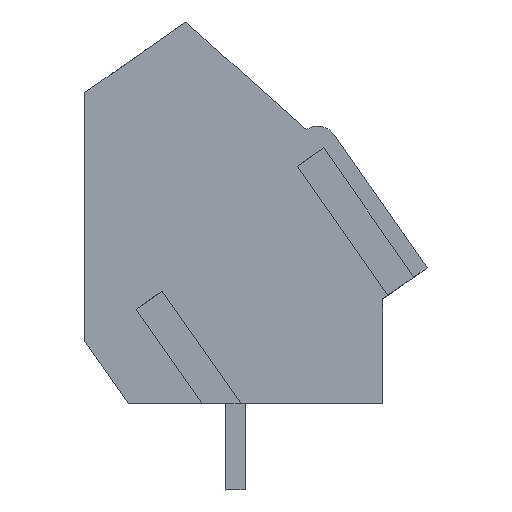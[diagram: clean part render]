
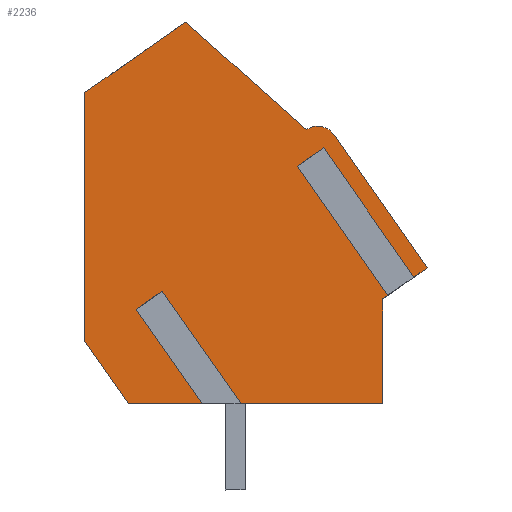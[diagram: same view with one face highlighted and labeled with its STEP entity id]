
A CAD part, left-side view. The second image highlights one B-rep face of the part: STEP entity #2236.
In plain terms, the highlighted planar face has unit normal (-1, 0, 0).
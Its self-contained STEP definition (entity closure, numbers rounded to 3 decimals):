
#2096=AXIS2_PLACEMENT_3D('Plane Axis2P3D',#2093,#2094,#2095) ;
#2158=AXIS2_PLACEMENT_3D('Circle Axis2P3D',#2156,#2157,$) ;
#2093=CARTESIAN_POINT('Axis2P3D Location',(0.55,13.9,0.)) ;
#2098=CARTESIAN_POINT('Line Origine',(0.55,4.87,3.5)) ;
#2102=CARTESIAN_POINT('Vertex',(0.55,7.94,3.5)) ;
#2104=CARTESIAN_POINT('Vertex',(0.55,1.8,3.5)) ;
#2107=CARTESIAN_POINT('Line Origine',(0.55,1.8,5.629)) ;
#2111=CARTESIAN_POINT('Vertex',(0.55,1.8,7.758)) ;
#2114=CARTESIAN_POINT('Line Origine',(0.55,1.568,7.92)) ;
#2118=CARTESIAN_POINT('Vertex',(0.55,1.336,8.083)) ;
#2121=CARTESIAN_POINT('Line Origine',(0.55,3.171,10.704)) ;
#2125=CARTESIAN_POINT('Vertex',(0.55,5.007,13.326)) ;
#2128=CARTESIAN_POINT('Line Origine',(0.55,4.736,13.515)) ;
#2132=CARTESIAN_POINT('Vertex',(0.55,4.465,13.705)) ;
#2135=CARTESIAN_POINT('Line Origine',(0.55,2.629,11.084)) ;
#2139=CARTESIAN_POINT('Vertex',(0.55,0.794,8.462)) ;
#2142=CARTESIAN_POINT('Line Origine',(0.55,0.397,8.74)) ;
#2146=CARTESIAN_POINT('Vertex',(0.55,0.,9.018)) ;
#2149=CARTESIAN_POINT('Line Origine',(0.55,1.893,11.722)) ;
#2153=CARTESIAN_POINT('Vertex',(0.55,3.786,14.425)) ;
#2156=CARTESIAN_POINT('Axis2P3D Location',(0.55,4.441,13.966)) ;
#2160=CARTESIAN_POINT('Vertex',(0.55,4.9,14.621)) ;
#2163=CARTESIAN_POINT('Line Origine',(0.55,7.352,16.811)) ;
#2167=CARTESIAN_POINT('Vertex',(0.55,9.804,19.)) ;
#2170=CARTESIAN_POINT('Line Origine',(0.55,11.852,17.566)) ;
#2174=CARTESIAN_POINT('Vertex',(0.55,13.9,16.132)) ;
#2177=CARTESIAN_POINT('Line Origine',(0.55,13.9,11.081)) ;
#2181=CARTESIAN_POINT('Vertex',(0.55,13.9,6.03)) ;
#2184=CARTESIAN_POINT('Line Origine',(0.55,13.014,4.765)) ;
#2188=CARTESIAN_POINT('Vertex',(0.55,12.128,3.5)) ;
#2191=CARTESIAN_POINT('Line Origine',(0.55,10.438,3.5)) ;
#2195=CARTESIAN_POINT('Vertex',(0.55,8.747,3.5)) ;
#2198=CARTESIAN_POINT('Line Origine',(0.55,10.154,5.508)) ;
#2202=CARTESIAN_POINT('Vertex',(0.55,11.56,7.516)) ;
#2205=CARTESIAN_POINT('Line Origine',(0.55,11.289,7.706)) ;
#2209=CARTESIAN_POINT('Vertex',(0.55,11.018,7.896)) ;
#2212=CARTESIAN_POINT('Line Origine',(0.55,9.479,5.698)) ;
#2094=DIRECTION('Axis2P3D Direction',(-1.,0.,0.)) ;
#2095=DIRECTION('Axis2P3D XDirection',(0.,-1.,0.)) ;
#2099=DIRECTION('Vector Direction',(0.,1.,0.)) ;
#2108=DIRECTION('Vector Direction',(0.,0.,-1.)) ;
#2115=DIRECTION('Vector Direction',(0.,0.819,-0.574)) ;
#2122=DIRECTION('Vector Direction',(0.,-0.574,-0.819)) ;
#2129=DIRECTION('Vector Direction',(0.,0.819,-0.574)) ;
#2136=DIRECTION('Vector Direction',(0.,-0.574,-0.819)) ;
#2143=DIRECTION('Vector Direction',(0.,0.819,-0.574)) ;
#2150=DIRECTION('Vector Direction',(0.,-0.574,-0.819)) ;
#2157=DIRECTION('Axis2P3D Direction',(-1.,0.,0.)) ;
#2164=DIRECTION('Vector Direction',(0.,-0.746,-0.666)) ;
#2171=DIRECTION('Vector Direction',(0.,-0.819,0.574)) ;
#2178=DIRECTION('Vector Direction',(0.,0.,1.)) ;
#2185=DIRECTION('Vector Direction',(0.,0.574,0.819)) ;
#2192=DIRECTION('Vector Direction',(0.,1.,0.)) ;
#2199=DIRECTION('Vector Direction',(0.,-0.574,-0.819)) ;
#2206=DIRECTION('Vector Direction',(0.,-0.819,0.574)) ;
#2213=DIRECTION('Vector Direction',(0.,-0.574,-0.819)) ;
#2100=VECTOR('Line Direction',#2099,1.) ;
#2109=VECTOR('Line Direction',#2108,1.) ;
#2116=VECTOR('Line Direction',#2115,1.) ;
#2123=VECTOR('Line Direction',#2122,1.) ;
#2130=VECTOR('Line Direction',#2129,1.) ;
#2137=VECTOR('Line Direction',#2136,1.) ;
#2144=VECTOR('Line Direction',#2143,1.) ;
#2151=VECTOR('Line Direction',#2150,1.) ;
#2165=VECTOR('Line Direction',#2164,1.) ;
#2172=VECTOR('Line Direction',#2171,1.) ;
#2179=VECTOR('Line Direction',#2178,1.) ;
#2186=VECTOR('Line Direction',#2185,1.) ;
#2193=VECTOR('Line Direction',#2192,1.) ;
#2200=VECTOR('Line Direction',#2199,1.) ;
#2207=VECTOR('Line Direction',#2206,1.) ;
#2214=VECTOR('Line Direction',#2213,1.) ;
#2218=ORIENTED_EDGE('',*,*,#2106,.T.) ;
#2219=ORIENTED_EDGE('',*,*,#2113,.T.) ;
#2220=ORIENTED_EDGE('',*,*,#2120,.T.) ;
#2221=ORIENTED_EDGE('',*,*,#2127,.F.) ;
#2222=ORIENTED_EDGE('',*,*,#2134,.F.) ;
#2223=ORIENTED_EDGE('',*,*,#2141,.T.) ;
#2224=ORIENTED_EDGE('',*,*,#2148,.T.) ;
#2225=ORIENTED_EDGE('',*,*,#2155,.T.) ;
#2226=ORIENTED_EDGE('',*,*,#2162,.T.) ;
#2227=ORIENTED_EDGE('',*,*,#2169,.T.) ;
#2228=ORIENTED_EDGE('',*,*,#2176,.T.) ;
#2229=ORIENTED_EDGE('',*,*,#2183,.T.) ;
#2230=ORIENTED_EDGE('',*,*,#2190,.T.) ;
#2231=ORIENTED_EDGE('',*,*,#2197,.T.) ;
#2232=ORIENTED_EDGE('',*,*,#2204,.F.) ;
#2233=ORIENTED_EDGE('',*,*,#2211,.F.) ;
#2234=ORIENTED_EDGE('',*,*,#2216,.T.) ;
#2236=ADVANCED_FACE('HOUSING',(#2235),#2097,.T.) ;
#2159=CIRCLE('generated circle',#2158,0.8) ;
#2106=EDGE_CURVE('',#2103,#2105,#2101,.F.) ;
#2113=EDGE_CURVE('',#2105,#2112,#2110,.F.) ;
#2120=EDGE_CURVE('',#2112,#2119,#2117,.F.) ;
#2127=EDGE_CURVE('',#2126,#2119,#2124,.T.) ;
#2134=EDGE_CURVE('',#2133,#2126,#2131,.T.) ;
#2141=EDGE_CURVE('',#2133,#2140,#2138,.T.) ;
#2148=EDGE_CURVE('',#2140,#2147,#2145,.F.) ;
#2155=EDGE_CURVE('',#2147,#2154,#2152,.F.) ;
#2162=EDGE_CURVE('',#2154,#2161,#2159,.T.) ;
#2169=EDGE_CURVE('',#2161,#2168,#2166,.F.) ;
#2176=EDGE_CURVE('',#2168,#2175,#2173,.F.) ;
#2183=EDGE_CURVE('',#2175,#2182,#2180,.F.) ;
#2190=EDGE_CURVE('',#2182,#2189,#2187,.F.) ;
#2197=EDGE_CURVE('',#2189,#2196,#2194,.F.) ;
#2204=EDGE_CURVE('',#2203,#2196,#2201,.T.) ;
#2211=EDGE_CURVE('',#2210,#2203,#2208,.F.) ;
#2216=EDGE_CURVE('',#2210,#2103,#2215,.T.) ;
#2217=EDGE_LOOP('',(#2218,#2219,#2220,#2221,#2222,#2223,#2224,#2225,#2226,#2227,#2228,#2229,#2230,#2231,#2232,#2233,#2234)) ;
#2235=FACE_OUTER_BOUND('',#2217,.T.) ;
#2101=LINE('Line',#2098,#2100) ;
#2110=LINE('Line',#2107,#2109) ;
#2117=LINE('Line',#2114,#2116) ;
#2124=LINE('Line',#2121,#2123) ;
#2131=LINE('Line',#2128,#2130) ;
#2138=LINE('Line',#2135,#2137) ;
#2145=LINE('Line',#2142,#2144) ;
#2152=LINE('Line',#2149,#2151) ;
#2166=LINE('Line',#2163,#2165) ;
#2173=LINE('Line',#2170,#2172) ;
#2180=LINE('Line',#2177,#2179) ;
#2187=LINE('Line',#2184,#2186) ;
#2194=LINE('Line',#2191,#2193) ;
#2201=LINE('Line',#2198,#2200) ;
#2208=LINE('Line',#2205,#2207) ;
#2215=LINE('Line',#2212,#2214) ;
#2097=PLANE('',#2096) ;
#2103=VERTEX_POINT('',#2102) ;
#2105=VERTEX_POINT('',#2104) ;
#2112=VERTEX_POINT('',#2111) ;
#2119=VERTEX_POINT('',#2118) ;
#2126=VERTEX_POINT('',#2125) ;
#2133=VERTEX_POINT('',#2132) ;
#2140=VERTEX_POINT('',#2139) ;
#2147=VERTEX_POINT('',#2146) ;
#2154=VERTEX_POINT('',#2153) ;
#2161=VERTEX_POINT('',#2160) ;
#2168=VERTEX_POINT('',#2167) ;
#2175=VERTEX_POINT('',#2174) ;
#2182=VERTEX_POINT('',#2181) ;
#2189=VERTEX_POINT('',#2188) ;
#2196=VERTEX_POINT('',#2195) ;
#2203=VERTEX_POINT('',#2202) ;
#2210=VERTEX_POINT('',#2209) ;
